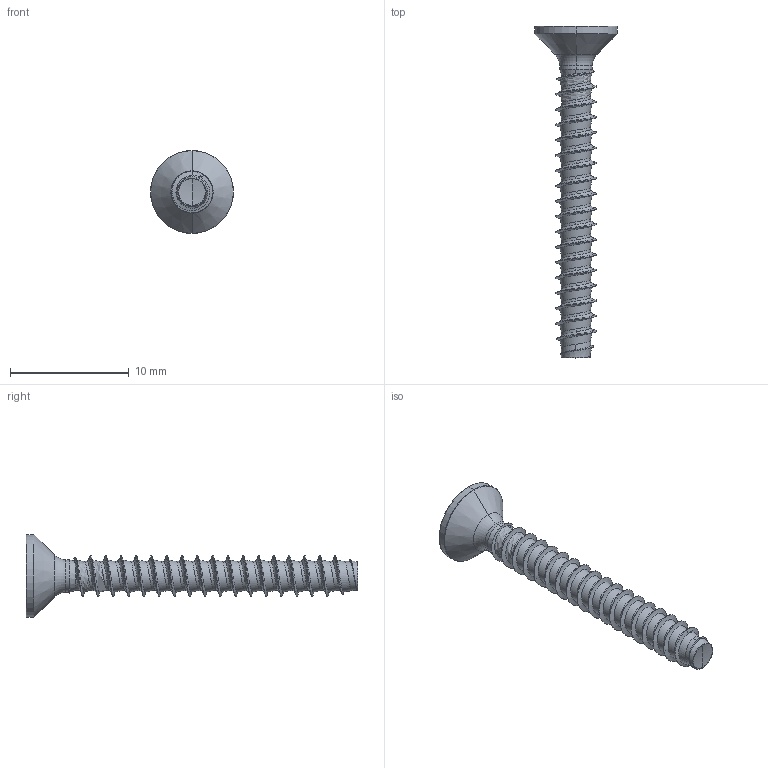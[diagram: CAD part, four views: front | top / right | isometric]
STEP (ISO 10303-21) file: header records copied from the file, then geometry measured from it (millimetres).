
FILE_DESCRIPTION (( 'STEP AP203' ), '1' );
FILE_NAME ('STP410350280.STEP', '2020-09-04T15:32:12', ( '' ), ( '' ), 'SwSTEP 2.0', 'SolidWorks 2015', '' );
FILE_SCHEMA (( 'CONFIG_CONTROL_DESIGN' ));
Length unit declared in the file: millimetre
Products named in the file (2): STP410350280
Bounding box: 7 x 28 x 7 mm (x, y, z)
Volume: 197.9 mm3; surface area: 440.2 mm2
Topology: 1 solids, 1 shells, 121 faces, 310 edges, 191 vertices
Faces by surface type: cylinder 63, bspline 35, cone 13, torus 6, sphere 2, plane 2
Entity records: 32590 total; most frequent: CARTESIAN_POINT 29983, ORIENTED_EDGE 616, DIRECTION 376, EDGE_CURVE 308, VERTEX_POINT 191, AXIS2_PLACEMENT_3D 148, B_SPLINE_CURVE_WITH_KNOTS 130, EDGE_LOOP 123
